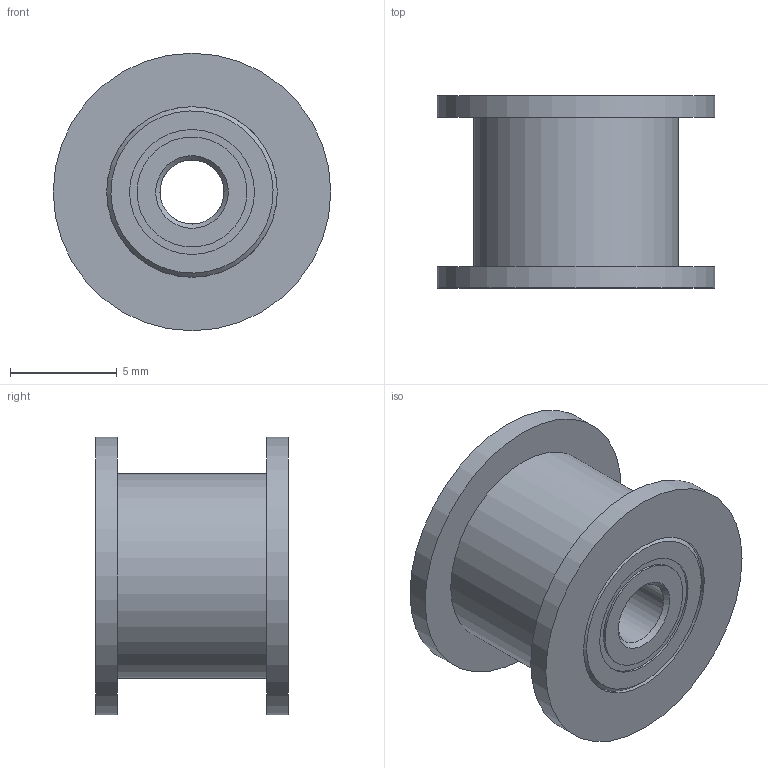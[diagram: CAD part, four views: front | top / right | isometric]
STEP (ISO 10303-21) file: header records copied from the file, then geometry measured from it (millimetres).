
FILE_DESCRIPTION(/* description */ (''),/* implementation_level */ '2;1');
FILE_NAME(/* name */ 'GT2 Pulley.step',/* time_stamp */ '2018-07-18T16:03:06+02:00',/* author */ ('boelle'),/* organization */ (''),/* preprocessor_version */ 'ST-DEVELOPER v17',/* originating_system */ 'Autodesk Translation Framework v7.1.0.215',/* authorisation */ '');
FILE_SCHEMA (('AUTOMOTIVE_DESIGN { 1 0 10303 214 3 1 1 }'));
Length unit declared in the file: millimetre
Products named in the file (3): GT2 Pulley; 1021795-IDLER PULLEY; 1021795-693-2Z BEARING, 8 mm OD, 3 mm ID, 4 mm WIDTH_DEFAULT
Assembly tree (3 placements, depth 2):
  GT2 Pulley
    1021795-IDLER PULLEY
    1021795-693-2Z BEARING, 8 mm OD, 3 mm ID, 4 mm WIDTH_DEFAULT  x2
Bounding box: 13 x 9 x 13 mm (x, y, z)
Volume: 683.3 mm3; surface area: 2035.7 mm2
Topology: 33 solids, 33 shells, 84 faces, 228 edges, 166 vertices
Faces by surface type: cylinder 26, sphere 24, plane 22, cone 8, torus 4
Full cylindrical faces by diameter (mm): 3 x2, 4 x1, 5.148 x8, 5.852 x8, 8 x4, 9.6 x1, 13 x2
Entity records: 1604 total; most frequent: DIRECTION 298, CARTESIAN_POINT 254, ORIENTED_EDGE 210, AXIS2_PLACEMENT_3D 139, EDGE_CURVE 105, VERTEX_POINT 95, CIRCLE 85, EDGE_LOOP 62
